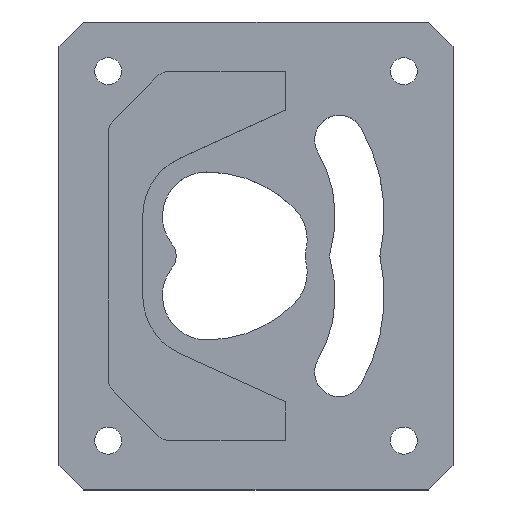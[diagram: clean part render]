
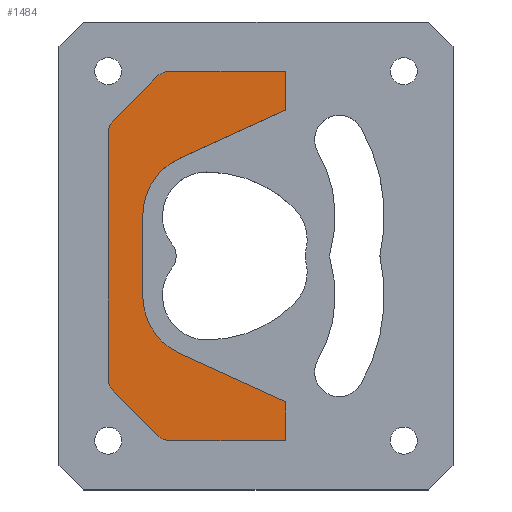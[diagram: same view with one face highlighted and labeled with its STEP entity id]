
A CAD part, top view. The second image highlights one B-rep face of the part: STEP entity #1484.
In plain terms, the highlighted planar face has unit normal (0, 0, 1).
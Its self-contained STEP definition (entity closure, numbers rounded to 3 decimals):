
#3 = CARTESIAN_POINT ( 'NONE',  ( -5.391, 19.879, 5. ) ) ;
#23 = DIRECTION ( 'NONE',  ( 0., 0., -1. ) ) ;
#46 = EDGE_CURVE ( 'NONE', #546, #708, #2095, .T. ) ;
#75 = EDGE_CURVE ( 'NONE', #1767, #252, #1985, .T. ) ;
#81 = EDGE_CURVE ( 'NONE', #917, #1526, #680, .T. ) ;
#92 = EDGE_CURVE ( 'NONE', #1917, #546, #1606, .T. ) ;
#102 = EDGE_CURVE ( 'NONE', #708, #755, #1024, .T. ) ;
#124 = ORIENTED_EDGE ( 'NONE', *, *, #1962, .T. ) ;
#144 = DIRECTION ( 'NONE',  ( -0.91, 0.415, 0. ) ) ;
#158 = DIRECTION ( 'NONE',  ( 1., 0., 0. ) ) ;
#165 = LINE ( 'NONE', #1825, #1029 ) ;
#170 = VECTOR ( 'NONE', #158, 1000. ) ;
#232 = LINE ( 'NONE', #1019, #170 ) ;
#252 = VERTEX_POINT ( 'NONE', #930 ) ;
#256 = VERTEX_POINT ( 'NONE', #1112 ) ;
#325 = CARTESIAN_POINT ( 'NONE',  ( -5.391, -19.879, 5. ) ) ;
#352 = CARTESIAN_POINT ( 'NONE',  ( -18.828, -27.672, 5. ) ) ;
#357 = DIRECTION ( 'NONE',  ( -1., 0., 0. ) ) ;
#360 = CARTESIAN_POINT ( 'NONE',  ( -20., 24.843, 5. ) ) ;
#365 = CARTESIAN_POINT ( 'NONE',  ( -18.828, 27.672, 5. ) ) ;
#367 = LINE ( 'NONE', #489, #1677 ) ;
#475 = DIRECTION ( 'NONE',  ( 0., 0., 1. ) ) ;
#488 = DIRECTION ( 'NONE',  ( 0., 1., 0. ) ) ;
#489 = CARTESIAN_POINT ( 'NONE',  ( -9., 37.5, 5. ) ) ;
#525 = AXIS2_PLACEMENT_3D ( 'NONE', #847, #2047, #1023 ) ;
#526 = VECTOR ( 'NONE', #1155, 1000. ) ;
#528 = CARTESIAN_POINT ( 'NONE',  ( -16., -24.843, 5. ) ) ;
#545 = ORIENTED_EDGE ( 'NONE', *, *, #1925, .T. ) ;
#546 = VERTEX_POINT ( 'NONE', #360 ) ;
#584 = ORIENTED_EDGE ( 'NONE', *, *, #102, .T. ) ;
#661 = EDGE_LOOP ( 'NONE', ( #1666, #1203, #2197, #1911, #1506, #1286, #938, #545, #124, #2209, #835, #780, #1197, #2043, #684, #584 ) ) ;
#675 = CARTESIAN_POINT ( 'NONE',  ( -10.172, 36.328, 5. ) ) ;
#680 = CIRCLE ( 'NONE', #1167, 4. ) ;
#684 = ORIENTED_EDGE ( 'NONE', *, *, #46, .T. ) ;
#686 = LINE ( 'NONE', #737, #1549 ) ;
#697 = DIRECTION ( 'NONE',  ( -1., 0., 0. ) ) ;
#708 = VERTEX_POINT ( 'NONE', #1396 ) ;
#737 = CARTESIAN_POINT ( 'NONE',  ( -9., -37.5, 5. ) ) ;
#755 = VERTEX_POINT ( 'NONE', #352 ) ;
#780 = ORIENTED_EDGE ( 'NONE', *, *, #81, .T. ) ;
#784 = DIRECTION ( 'NONE',  ( -1., 0., 0. ) ) ;
#817 = DIRECTION ( 'NONE',  ( -1., 0., 0. ) ) ;
#823 = VERTEX_POINT ( 'NONE', #885 ) ;
#835 = ORIENTED_EDGE ( 'NONE', *, *, #2110, .T. ) ;
#847 = CARTESIAN_POINT ( 'NONE',  ( 0., -8.05, 5. ) ) ;
#885 = CARTESIAN_POINT ( 'NONE',  ( -13., -8.05, 5. ) ) ;
#911 = AXIS2_PLACEMENT_3D ( 'NONE', #1153, #2228, #357 ) ;
#917 = VERTEX_POINT ( 'NONE', #918 ) ;
#918 = CARTESIAN_POINT ( 'NONE',  ( -7.343, 37.5, 5. ) ) ;
#930 = CARTESIAN_POINT ( 'NONE',  ( -7.343, -37.5, 5. ) ) ;
#938 = ORIENTED_EDGE ( 'NONE', *, *, #1816, .T. ) ;
#956 = PLANE ( 'NONE',  #911 ) ;
#986 = CARTESIAN_POINT ( 'NONE',  ( 16., 37.5, 5. ) ) ;
#999 = VERTEX_POINT ( 'NONE', #1628 ) ;
#1019 = CARTESIAN_POINT ( 'NONE',  ( 16., -37.5, 5. ) ) ;
#1023 = DIRECTION ( 'NONE',  ( 1., 0., 0. ) ) ;
#1024 = CIRCLE ( 'NONE', #1751, 4. ) ;
#1029 = VECTOR ( 'NONE', #1997, 1000. ) ;
#1052 = AXIS2_PLACEMENT_3D ( 'NONE', #1184, #2027, #2204 ) ;
#1063 = LINE ( 'NONE', #325, #2073 ) ;
#1071 = CARTESIAN_POINT ( 'NONE',  ( 0., 8.05, 5. ) ) ;
#1112 = CARTESIAN_POINT ( 'NONE',  ( 16., 37.5, 5. ) ) ;
#1138 = CARTESIAN_POINT ( 'NONE',  ( -16., 24.843, 5. ) ) ;
#1153 = CARTESIAN_POINT ( 'NONE',  ( 0., 8.05, 5. ) ) ;
#1155 = DIRECTION ( 'NONE',  ( 0., 1., 0. ) ) ;
#1167 = AXIS2_PLACEMENT_3D ( 'NONE', #2194, #475, #1341 ) ;
#1184 = CARTESIAN_POINT ( 'NONE',  ( -7.343, -33.5, 5. ) ) ;
#1197 = ORIENTED_EDGE ( 'NONE', *, *, #2226, .T. ) ;
#1203 = ORIENTED_EDGE ( 'NONE', *, *, #75, .T. ) ;
#1228 = LINE ( 'NONE', #1507, #2016 ) ;
#1242 = DIRECTION ( 'NONE',  ( -1., 0., 0. ) ) ;
#1252 = VECTOR ( 'NONE', #1552, 1000. ) ;
#1286 = ORIENTED_EDGE ( 'NONE', *, *, #1777, .T. ) ;
#1341 = DIRECTION ( 'NONE',  ( -1., 0., 0. ) ) ;
#1347 = CIRCLE ( 'NONE', #525, 13. ) ;
#1348 = DIRECTION ( 'NONE',  ( 0., -1., 0. ) ) ;
#1360 = LINE ( 'NONE', #1753, #1818 ) ;
#1396 = CARTESIAN_POINT ( 'NONE',  ( -20., -24.843, 5. ) ) ;
#1406 = DIRECTION ( 'NONE',  ( -0.707, -0.707, 0. ) ) ;
#1461 = EDGE_CURVE ( 'NONE', #755, #1767, #686, .T. ) ;
#1484 = ADVANCED_FACE ( 'NONE', ( #1488 ), #956, .F. ) ;
#1488 = FACE_OUTER_BOUND ( 'NONE', #661, .T. ) ;
#1500 = CARTESIAN_POINT ( 'NONE',  ( -5.391, -19.879, 5. ) ) ;
#1502 = EDGE_CURVE ( 'NONE', #252, #2214, #232, .T. ) ;
#1506 = ORIENTED_EDGE ( 'NONE', *, *, #1705, .T. ) ;
#1507 = CARTESIAN_POINT ( 'NONE',  ( 16., -29.628, 5. ) ) ;
#1508 = AXIS2_PLACEMENT_3D ( 'NONE', #1138, #2158, #784 ) ;
#1519 = CARTESIAN_POINT ( 'NONE',  ( 16., -29.628, 5. ) ) ;
#1524 = VERTEX_POINT ( 'NONE', #2050 ) ;
#1526 = VERTEX_POINT ( 'NONE', #675 ) ;
#1539 = CARTESIAN_POINT ( 'NONE',  ( -10.172, -36.328, 5. ) ) ;
#1549 = VECTOR ( 'NONE', #1788, 1000. ) ;
#1552 = DIRECTION ( 'NONE',  ( 0., 1., 0. ) ) ;
#1606 = CIRCLE ( 'NONE', #1508, 4. ) ;
#1611 = CIRCLE ( 'NONE', #1906, 13. ) ;
#1628 = CARTESIAN_POINT ( 'NONE',  ( -13., 8.05, 5. ) ) ;
#1660 = CARTESIAN_POINT ( 'NONE',  ( -20., -26.5, 5. ) ) ;
#1665 = EDGE_CURVE ( 'NONE', #2214, #2099, #1228, .T. ) ;
#1666 = ORIENTED_EDGE ( 'NONE', *, *, #1461, .T. ) ;
#1677 = VECTOR ( 'NONE', #817, 1000. ) ;
#1705 = EDGE_CURVE ( 'NONE', #2099, #2015, #1063, .T. ) ;
#1708 = LINE ( 'NONE', #1723, #1252 ) ;
#1723 = CARTESIAN_POINT ( 'NONE',  ( -13., 8.05, 5. ) ) ;
#1729 = DIRECTION ( 'NONE',  ( 0., 0., 1. ) ) ;
#1751 = AXIS2_PLACEMENT_3D ( 'NONE', #528, #1729, #697 ) ;
#1753 = CARTESIAN_POINT ( 'NONE',  ( -20., 26.5, 5. ) ) ;
#1767 = VERTEX_POINT ( 'NONE', #1539 ) ;
#1777 = EDGE_CURVE ( 'NONE', #2015, #823, #1347, .T. ) ;
#1788 = DIRECTION ( 'NONE',  ( 0.707, -0.707, 0. ) ) ;
#1816 = EDGE_CURVE ( 'NONE', #823, #999, #1708, .T. ) ;
#1818 = VECTOR ( 'NONE', #1406, 1000. ) ;
#1825 = CARTESIAN_POINT ( 'NONE',  ( -5.391, 19.879, 5. ) ) ;
#1832 = LINE ( 'NONE', #986, #526 ) ;
#1906 = AXIS2_PLACEMENT_3D ( 'NONE', #1071, #23, #1242 ) ;
#1911 = ORIENTED_EDGE ( 'NONE', *, *, #1665, .T. ) ;
#1917 = VERTEX_POINT ( 'NONE', #365 ) ;
#1925 = EDGE_CURVE ( 'NONE', #999, #1952, #1611, .T. ) ;
#1952 = VERTEX_POINT ( 'NONE', #3 ) ;
#1962 = EDGE_CURVE ( 'NONE', #1952, #1524, #165, .T. ) ;
#1985 = CIRCLE ( 'NONE', #1052, 4. ) ;
#1997 = DIRECTION ( 'NONE',  ( 0.91, 0.415, 0. ) ) ;
#2015 = VERTEX_POINT ( 'NONE', #1500 ) ;
#2016 = VECTOR ( 'NONE', #488, 1000. ) ;
#2027 = DIRECTION ( 'NONE',  ( 0., 0., 1. ) ) ;
#2034 = EDGE_CURVE ( 'NONE', #1524, #256, #1832, .T. ) ;
#2038 = VECTOR ( 'NONE', #1348, 1000. ) ;
#2043 = ORIENTED_EDGE ( 'NONE', *, *, #92, .T. ) ;
#2047 = DIRECTION ( 'NONE',  ( 0., 0., -1. ) ) ;
#2050 = CARTESIAN_POINT ( 'NONE',  ( 16., 29.628, 5. ) ) ;
#2073 = VECTOR ( 'NONE', #144, 1000. ) ;
#2076 = CARTESIAN_POINT ( 'NONE',  ( 16., -37.5, 5. ) ) ;
#2095 = LINE ( 'NONE', #1660, #2038 ) ;
#2099 = VERTEX_POINT ( 'NONE', #1519 ) ;
#2110 = EDGE_CURVE ( 'NONE', #256, #917, #367, .T. ) ;
#2158 = DIRECTION ( 'NONE',  ( 0., 0., 1. ) ) ;
#2194 = CARTESIAN_POINT ( 'NONE',  ( -7.343, 33.5, 5. ) ) ;
#2197 = ORIENTED_EDGE ( 'NONE', *, *, #1502, .T. ) ;
#2204 = DIRECTION ( 'NONE',  ( -1., 0., 0. ) ) ;
#2209 = ORIENTED_EDGE ( 'NONE', *, *, #2034, .T. ) ;
#2214 = VERTEX_POINT ( 'NONE', #2076 ) ;
#2226 = EDGE_CURVE ( 'NONE', #1526, #1917, #1360, .T. ) ;
#2228 = DIRECTION ( 'NONE',  ( 0., 0., -1. ) ) ;
